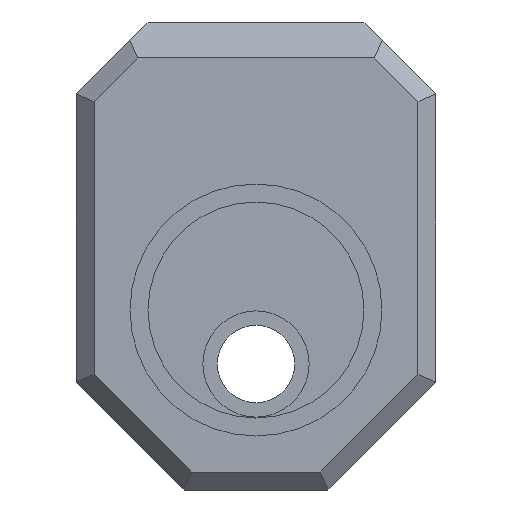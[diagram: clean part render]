
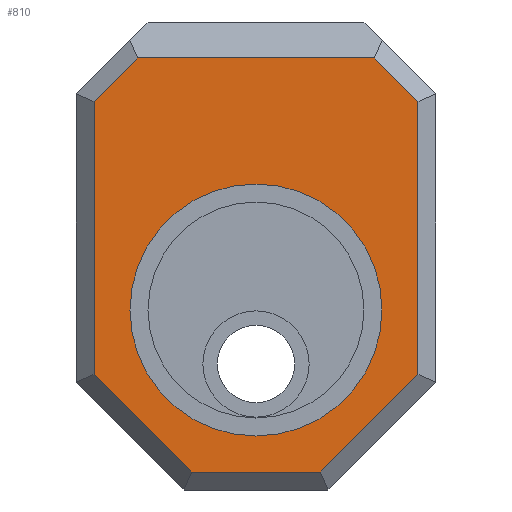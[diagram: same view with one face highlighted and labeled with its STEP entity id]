
A CAD part, left-side view. The second image highlights one B-rep face of the part: STEP entity #810.
In plain terms, the highlighted planar face has unit normal (-1, 0, 0).
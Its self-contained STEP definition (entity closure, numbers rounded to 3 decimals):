
#21=FACE_BOUND('',#109,.T.);
#32=CIRCLE('',#874,7.);
#64=FACE_OUTER_BOUND('',#108,.T.);
#108=EDGE_LOOP('',(#628,#629,#630,#631,#632,#633,#634,#635));
#109=EDGE_LOOP('',(#636));
#143=LINE('',#1137,#241);
#145=LINE('',#1141,#243);
#148=LINE('',#1148,#246);
#154=LINE('',#1159,#252);
#155=LINE('',#1162,#253);
#158=LINE('',#1168,#256);
#161=LINE('',#1173,#259);
#191=LINE('',#1237,#289);
#241=VECTOR('',#915,10.);
#243=VECTOR('',#919,10.);
#246=VECTOR('',#924,10.);
#252=VECTOR('',#932,10.);
#253=VECTOR('',#935,10.);
#256=VECTOR('',#940,10.);
#259=VECTOR('',#945,10.);
#289=VECTOR('',#995,10.);
#339=VERTEX_POINT('',#1134);
#340=VERTEX_POINT('',#1136);
#341=VERTEX_POINT('',#1140);
#343=VERTEX_POINT('',#1146);
#344=VERTEX_POINT('',#1147);
#348=VERTEX_POINT('',#1157);
#349=VERTEX_POINT('',#1161);
#351=VERTEX_POINT('',#1167);
#387=VERTEX_POINT('',#1269);
#413=EDGE_CURVE('',#339,#340,#143,.T.);
#415=EDGE_CURVE('',#340,#341,#145,.T.);
#418=EDGE_CURVE('',#343,#344,#148,.T.);
#424=EDGE_CURVE('',#348,#343,#154,.T.);
#425=EDGE_CURVE('',#349,#348,#155,.T.);
#428=EDGE_CURVE('',#351,#349,#158,.T.);
#431=EDGE_CURVE('',#341,#351,#161,.T.);
#464=EDGE_CURVE('',#339,#344,#191,.T.);
#480=EDGE_CURVE('',#387,#387,#32,.T.);
#628=ORIENTED_EDGE('',*,*,#413,.F.);
#629=ORIENTED_EDGE('',*,*,#464,.T.);
#630=ORIENTED_EDGE('',*,*,#418,.F.);
#631=ORIENTED_EDGE('',*,*,#424,.F.);
#632=ORIENTED_EDGE('',*,*,#425,.F.);
#633=ORIENTED_EDGE('',*,*,#428,.F.);
#634=ORIENTED_EDGE('',*,*,#431,.F.);
#635=ORIENTED_EDGE('',*,*,#415,.F.);
#636=ORIENTED_EDGE('',*,*,#480,.T.);
#772=PLANE('',#873);
#810=ADVANCED_FACE('',(#64,#21),#772,.T.);
#873=AXIS2_PLACEMENT_3D('',#1268,#1023,#1024);
#874=AXIS2_PLACEMENT_3D('',#1270,#1025,#1026);
#915=DIRECTION('',(0.,-0.707,-0.707));
#919=DIRECTION('',(0.,0.,-1.));
#924=DIRECTION('',(0.,-0.707,0.707));
#932=DIRECTION('',(0.,0.,1.));
#935=DIRECTION('',(0.,0.707,0.707));
#940=DIRECTION('',(0.,1.,0.));
#945=DIRECTION('',(0.,0.707,-0.707));
#995=DIRECTION('',(0.,1.,0.));
#1023=DIRECTION('center_axis',(-1.,0.,0.));
#1024=DIRECTION('ref_axis',(0.,0.,1.));
#1025=DIRECTION('center_axis',(1.,0.,0.));
#1026=DIRECTION('ref_axis',(0.,-1.,0.));
#1134=CARTESIAN_POINT('',(-44.,3.414,6.));
#1136=CARTESIAN_POINT('',(-44.,1.,3.586));
#1137=CARTESIAN_POINT('',(-44.,-3.793,-1.207));
#1140=CARTESIAN_POINT('',(-44.,1.,-11.586));
#1141=CARTESIAN_POINT('',(-44.,1.,-11.5));
#1146=CARTESIAN_POINT('',(-44.,19.,3.586));
#1147=CARTESIAN_POINT('',(-44.,16.586,6.));
#1148=CARTESIAN_POINT('',(-44.,18.793,3.793));
#1157=CARTESIAN_POINT('',(-44.,19.,-11.586));
#1159=CARTESIAN_POINT('',(-44.,19.,-11.5));
#1161=CARTESIAN_POINT('',(-44.,13.586,-17.));
#1162=CARTESIAN_POINT('',(-44.,11.293,-19.293));
#1167=CARTESIAN_POINT('',(-44.,6.414,-17.));
#1168=CARTESIAN_POINT('',(-44.,0.,-17.));
#1173=CARTESIAN_POINT('',(-44.,3.707,-14.293));
#1237=CARTESIAN_POINT('',(-44.,0.,6.));
#1268=CARTESIAN_POINT('Origin',(-44.,0.,-18.));
#1269=CARTESIAN_POINT('',(-44.,17.,-8.));
#1270=CARTESIAN_POINT('Origin',(-44.,10.,-8.));
